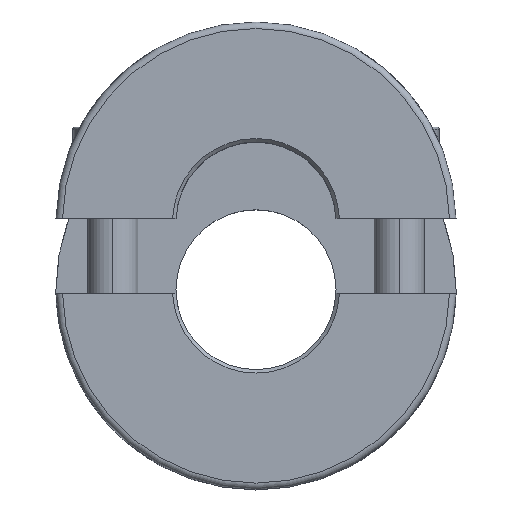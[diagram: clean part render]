
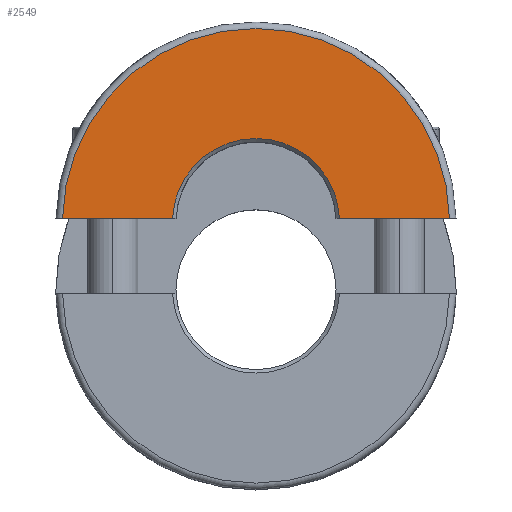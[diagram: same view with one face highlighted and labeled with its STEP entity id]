
A CAD part, top view. The second image highlights one B-rep face of the part: STEP entity #2549.
In plain terms, the highlighted planar face has unit normal (0, 0, 1).
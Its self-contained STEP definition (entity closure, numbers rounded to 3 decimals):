
#90 = EDGE_LOOP ( 'NONE', ( #2690, #6223, #978, #6832 ) ) ;
#146 = CARTESIAN_POINT ( 'NONE',  ( 0., 0., 33. ) ) ;
#734 = FACE_OUTER_BOUND ( 'NONE', #90, .T. ) ;
#895 = EDGE_CURVE ( 'NONE', #2424, #6088, #918, .T. ) ;
#918 = LINE ( 'NONE', #5672, #6360 ) ;
#978 = ORIENTED_EDGE ( 'NONE', *, *, #895, .F. ) ;
#1375 = CARTESIAN_POINT ( 'NONE',  ( -38.693, 0.75, 33. ) ) ;
#1421 = VERTEX_POINT ( 'NONE', #4590 ) ;
#1423 = DIRECTION ( 'NONE',  ( -1., 0., 0. ) ) ;
#2077 = VECTOR ( 'NONE', #6599, 1000. ) ;
#2092 = AXIS2_PLACEMENT_3D ( 'NONE', #4911, #2293, #4389 ) ;
#2159 = EDGE_CURVE ( 'NONE', #1421, #3624, #3886, .T. ) ;
#2174 = CARTESIAN_POINT ( 'NONE',  ( 0., 0., 33. ) ) ;
#2293 = DIRECTION ( 'NONE',  ( 0., 0., 1. ) ) ;
#2424 = VERTEX_POINT ( 'NONE', #4297 ) ;
#2532 = AXIS2_PLACEMENT_3D ( 'NONE', #2174, #5288, #4280 ) ;
#2549 = ADVANCED_FACE ( 'NONE', ( #734 ), #3365, .T. ) ;
#2690 = ORIENTED_EDGE ( 'NONE', *, *, #2159, .F. ) ;
#2725 = EDGE_CURVE ( 'NONE', #1421, #6088, #6743, .T. ) ;
#3365 = PLANE ( 'NONE',  #2092 ) ;
#3389 = CIRCLE ( 'NONE', #3712, 16.7 ) ;
#3624 = VERTEX_POINT ( 'NONE', #4875 ) ;
#3712 = AXIS2_PLACEMENT_3D ( 'NONE', #146, #4359, #6482 ) ;
#3886 = LINE ( 'NONE', #6631, #2077 ) ;
#4280 = DIRECTION ( 'NONE',  ( 1., 0., 0. ) ) ;
#4297 = CARTESIAN_POINT ( 'NONE',  ( -16.683, 0.75, 33. ) ) ;
#4359 = DIRECTION ( 'NONE',  ( 0., 0., -1. ) ) ;
#4389 = DIRECTION ( 'NONE',  ( 1., 0., 0. ) ) ;
#4590 = CARTESIAN_POINT ( 'NONE',  ( 38.693, 0.75, 33. ) ) ;
#4875 = CARTESIAN_POINT ( 'NONE',  ( 16.683, 0.75, 33. ) ) ;
#4911 = CARTESIAN_POINT ( 'NONE',  ( 0., 0., 33. ) ) ;
#5288 = DIRECTION ( 'NONE',  ( 0., 0., 1. ) ) ;
#5672 = CARTESIAN_POINT ( 'NONE',  ( 0., 0.75, 33. ) ) ;
#5864 = EDGE_CURVE ( 'NONE', #2424, #3624, #3389, .T. ) ;
#6088 = VERTEX_POINT ( 'NONE', #1375 ) ;
#6223 = ORIENTED_EDGE ( 'NONE', *, *, #2725, .T. ) ;
#6360 = VECTOR ( 'NONE', #1423, 1000. ) ;
#6482 = DIRECTION ( 'NONE',  ( 1., 0., 0. ) ) ;
#6599 = DIRECTION ( 'NONE',  ( -1., 0., 0. ) ) ;
#6631 = CARTESIAN_POINT ( 'NONE',  ( 0., 0.75, 33. ) ) ;
#6743 = CIRCLE ( 'NONE', #2532, 38.7 ) ;
#6832 = ORIENTED_EDGE ( 'NONE', *, *, #5864, .T. ) ;
